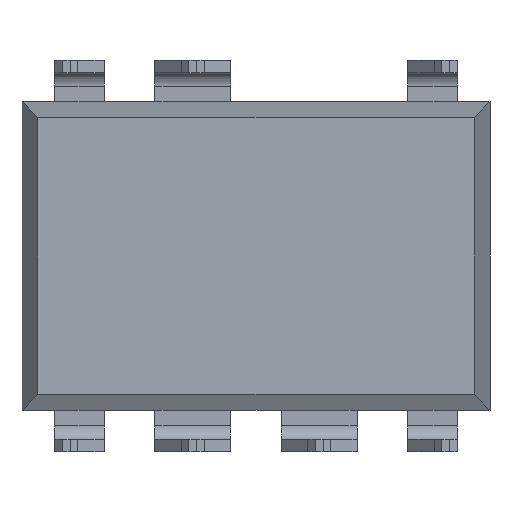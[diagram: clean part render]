
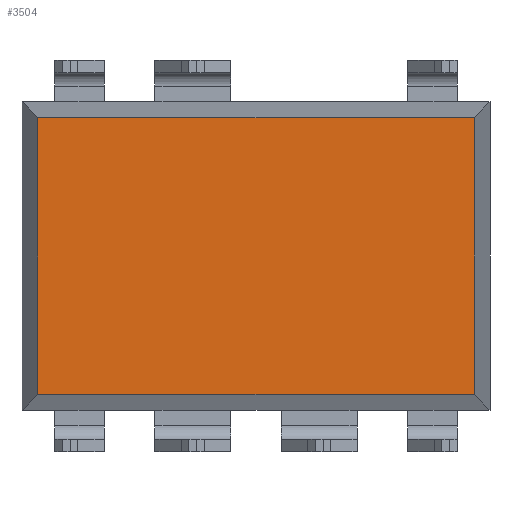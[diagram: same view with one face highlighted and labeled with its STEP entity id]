
A CAD part, front view. The second image highlights one B-rep face of the part: STEP entity #3504.
In plain terms, the highlighted planar face has unit normal (0, -1, 0).
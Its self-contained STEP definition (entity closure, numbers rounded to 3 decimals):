
#318 = DIRECTION ( 'NONE',  ( 0., 0., 1. ) ) ;
#437 = LINE ( 'NONE', #713, #4170 ) ;
#676 = CARTESIAN_POINT ( 'NONE',  ( 4.382, 0.5, 0. ) ) ;
#713 = CARTESIAN_POINT ( 'NONE',  ( -4.382, 0.5, 0. ) ) ;
#811 = PLANE ( 'NONE',  #2300 ) ;
#872 = CARTESIAN_POINT ( 'NONE',  ( 0., 0.5, 2.782 ) ) ;
#1114 = VECTOR ( 'NONE', #1202, 1000. ) ;
#1202 = DIRECTION ( 'NONE',  ( -1., 0., 0. ) ) ;
#1377 = ORIENTED_EDGE ( 'NONE', *, *, #3338, .T. ) ;
#1534 = VERTEX_POINT ( 'NONE', #3654 ) ;
#1709 = EDGE_LOOP ( 'NONE', ( #4529, #2934, #4067, #1377 ) ) ;
#1838 = DIRECTION ( 'NONE',  ( 0., 0., -1. ) ) ;
#2240 = LINE ( 'NONE', #3697, #2365 ) ;
#2300 = AXIS2_PLACEMENT_3D ( 'NONE', #4454, #2655, #3734 ) ;
#2352 = CARTESIAN_POINT ( 'NONE',  ( -4.382, 0.5, 2.782 ) ) ;
#2365 = VECTOR ( 'NONE', #4418, 1000. ) ;
#2525 = CARTESIAN_POINT ( 'NONE',  ( -4.382, 0.5, -2.782 ) ) ;
#2655 = DIRECTION ( 'NONE',  ( 0., 1., 0. ) ) ;
#2825 = VECTOR ( 'NONE', #318, 1000. ) ;
#2846 = VERTEX_POINT ( 'NONE', #2352 ) ;
#2919 = VERTEX_POINT ( 'NONE', #3879 ) ;
#2934 = ORIENTED_EDGE ( 'NONE', *, *, #3329, .T. ) ;
#3329 = EDGE_CURVE ( 'NONE', #2919, #2846, #3991, .T. ) ;
#3338 = EDGE_CURVE ( 'NONE', #4583, #1534, #2240, .T. ) ;
#3504 = ADVANCED_FACE ( 'NONE', ( #4007 ), #811, .F. ) ;
#3654 = CARTESIAN_POINT ( 'NONE',  ( 4.382, 0.5, -2.782 ) ) ;
#3697 = CARTESIAN_POINT ( 'NONE',  ( 0., 0.5, -2.782 ) ) ;
#3734 = DIRECTION ( 'NONE',  ( 0., 0., 1. ) ) ;
#3879 = CARTESIAN_POINT ( 'NONE',  ( 4.382, 0.5, 2.782 ) ) ;
#3880 = LINE ( 'NONE', #676, #2825 ) ;
#3991 = LINE ( 'NONE', #872, #1114 ) ;
#4007 = FACE_OUTER_BOUND ( 'NONE', #1709, .T. ) ;
#4067 = ORIENTED_EDGE ( 'NONE', *, *, #4212, .T. ) ;
#4170 = VECTOR ( 'NONE', #1838, 1000. ) ;
#4212 = EDGE_CURVE ( 'NONE', #2846, #4583, #437, .T. ) ;
#4418 = DIRECTION ( 'NONE',  ( 1., 0., 0. ) ) ;
#4420 = EDGE_CURVE ( 'NONE', #1534, #2919, #3880, .T. ) ;
#4454 = CARTESIAN_POINT ( 'NONE',  ( 0., 0.5, 0. ) ) ;
#4529 = ORIENTED_EDGE ( 'NONE', *, *, #4420, .T. ) ;
#4583 = VERTEX_POINT ( 'NONE', #2525 ) ;
